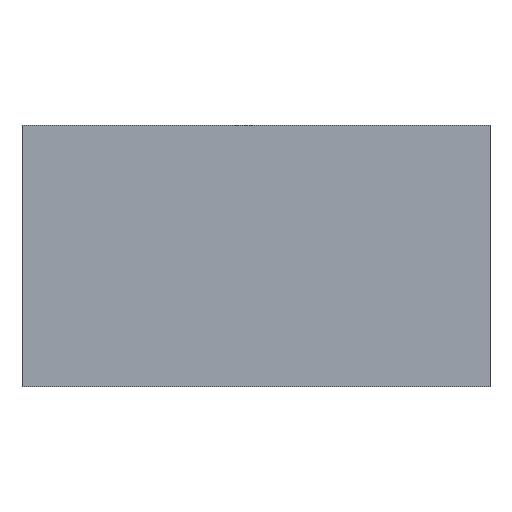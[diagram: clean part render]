
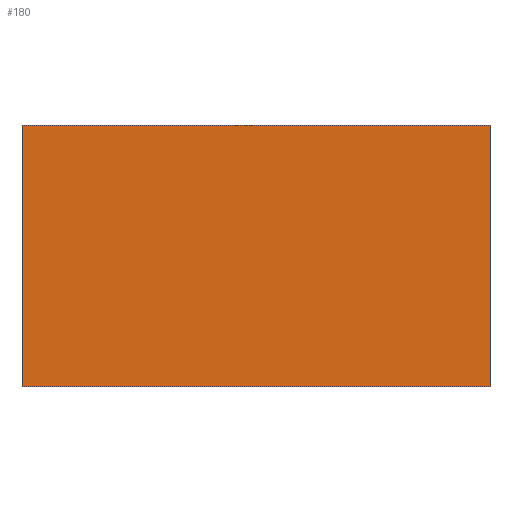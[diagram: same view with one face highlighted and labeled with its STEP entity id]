
A CAD part, top view. The second image highlights one B-rep face of the part: STEP entity #180.
In plain terms, the highlighted planar face has unit normal (0, 0, 1).
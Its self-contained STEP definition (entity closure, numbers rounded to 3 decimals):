
#24 = VERTEX_POINT('',#25);
#25 = CARTESIAN_POINT('',(-56.75,31.75,5.));
#31 = EDGE_CURVE('',#24,#32,#34,.T.);
#32 = VERTEX_POINT('',#33);
#33 = CARTESIAN_POINT('',(-56.75,-31.75,5.));
#34 = LINE('',#35,#36);
#35 = CARTESIAN_POINT('',(-56.75,31.75,5.));
#36 = VECTOR('',#37,1.);
#37 = DIRECTION('',(0.,-1.,0.));
#64 = VERTEX_POINT('',#65);
#65 = CARTESIAN_POINT('',(56.75,31.75,5.));
#71 = EDGE_CURVE('',#64,#24,#72,.T.);
#72 = LINE('',#73,#74);
#73 = CARTESIAN_POINT('',(56.75,31.75,5.));
#74 = VECTOR('',#75,1.);
#75 = DIRECTION('',(-1.,0.,0.));
#115 = EDGE_CURVE('',#32,#116,#118,.T.);
#116 = VERTEX_POINT('',#117);
#117 = CARTESIAN_POINT('',(56.75,-31.75,5.));
#118 = LINE('',#119,#120);
#119 = CARTESIAN_POINT('',(-56.75,-31.75,5.));
#120 = VECTOR('',#121,1.);
#121 = DIRECTION('',(1.,0.,0.));
#180 = ADVANCED_FACE('',(#181),#192,.T.);
#181 = FACE_BOUND('',#182,.T.);
#182 = EDGE_LOOP('',(#183,#184,#185,#191));
#183 = ORIENTED_EDGE('',*,*,#31,.T.);
#184 = ORIENTED_EDGE('',*,*,#115,.T.);
#185 = ORIENTED_EDGE('',*,*,#186,.T.);
#186 = EDGE_CURVE('',#116,#64,#187,.T.);
#187 = LINE('',#188,#189);
#188 = CARTESIAN_POINT('',(56.75,-31.75,5.));
#189 = VECTOR('',#190,1.);
#190 = DIRECTION('',(0.,1.,0.));
#191 = ORIENTED_EDGE('',*,*,#71,.T.);
#192 = PLANE('',#193);
#193 = AXIS2_PLACEMENT_3D('',#194,#195,#196);
#194 = CARTESIAN_POINT('',(0.,0.,5.));
#195 = DIRECTION('',(0.,0.,1.));
#196 = DIRECTION('',(1.,0.,0.));
